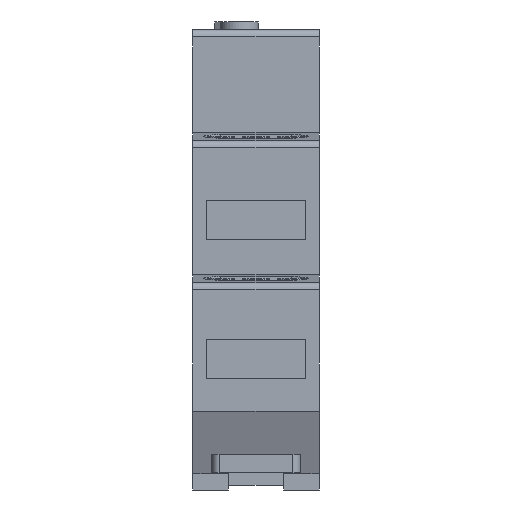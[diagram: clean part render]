
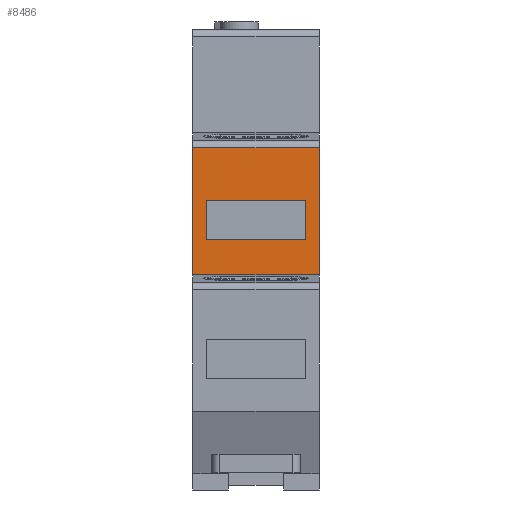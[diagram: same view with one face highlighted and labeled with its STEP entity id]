
A CAD part, front view. The second image highlights one B-rep face of the part: STEP entity #8486.
In plain terms, the highlighted planar face has unit normal (0, -1, 0).
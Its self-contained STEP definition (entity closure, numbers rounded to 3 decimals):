
#165 = EDGE_CURVE ( 'NONE', #230, #5652, #2591, .T. ) ;
#215 = CARTESIAN_POINT ( 'NONE',  ( 1.9, 7.775, 40.8 ) ) ;
#230 = VERTEX_POINT ( 'NONE', #12924 ) ;
#403 = LINE ( 'NONE', #11555, #2152 ) ;
#521 = CARTESIAN_POINT ( 'NONE',  ( 15.9, 7.775, 40.8 ) ) ;
#855 = EDGE_LOOP ( 'NONE', ( #4827, #4102, #1863, #11118 ) ) ;
#992 = PLANE ( 'NONE',  #13549 ) ;
#1863 = ORIENTED_EDGE ( 'NONE', *, *, #165, .F. ) ;
#2152 = VECTOR ( 'NONE', #3734, 1000. ) ;
#2428 = EDGE_CURVE ( 'NONE', #3555, #7900, #403, .T. ) ;
#2591 = LINE ( 'NONE', #7213, #13196 ) ;
#2997 = VECTOR ( 'NONE', #5334, 1000. ) ;
#3555 = VERTEX_POINT ( 'NONE', #521 ) ;
#3734 = DIRECTION ( 'NONE',  ( 0., 0., -1. ) ) ;
#3746 = ORIENTED_EDGE ( 'NONE', *, *, #10221, .T. ) ;
#4102 = ORIENTED_EDGE ( 'NONE', *, *, #9122, .F. ) ;
#4453 = EDGE_CURVE ( 'NONE', #9111, #12794, #12381, .T. ) ;
#4521 = CARTESIAN_POINT ( 'NONE',  ( 0., 7.775, 48.2 ) ) ;
#4605 = DIRECTION ( 'NONE',  ( 0., 0., 1. ) ) ;
#4827 = ORIENTED_EDGE ( 'NONE', *, *, #4453, .T. ) ;
#4887 = CARTESIAN_POINT ( 'NONE',  ( 0., 7.775, 30.3 ) ) ;
#5014 = EDGE_LOOP ( 'NONE', ( #12207, #7044, #8436, #3746 ) ) ;
#5334 = DIRECTION ( 'NONE',  ( -1., 0., 0. ) ) ;
#5652 = VERTEX_POINT ( 'NONE', #11840 ) ;
#5869 = DIRECTION ( 'NONE',  ( 0., 0., -1. ) ) ;
#5948 = FACE_OUTER_BOUND ( 'NONE', #855, .T. ) ;
#5985 = CARTESIAN_POINT ( 'NONE',  ( 17.8, 7.775, 30.3 ) ) ;
#6393 = CARTESIAN_POINT ( 'NONE',  ( 15.9, 7.775, 35.3 ) ) ;
#6534 = CARTESIAN_POINT ( 'NONE',  ( 1.9, 7.775, 40.8 ) ) ;
#6611 = DIRECTION ( 'NONE',  ( 0., 1., 0. ) ) ;
#6891 = EDGE_CURVE ( 'NONE', #230, #9111, #7961, .T. ) ;
#6995 = DIRECTION ( 'NONE',  ( -1., 0., 0. ) ) ;
#7044 = ORIENTED_EDGE ( 'NONE', *, *, #7983, .T. ) ;
#7213 = CARTESIAN_POINT ( 'NONE',  ( 17.8, 7.775, 30.3 ) ) ;
#7815 = CARTESIAN_POINT ( 'NONE',  ( 17.8, 7.775, 30.3 ) ) ;
#7900 = VERTEX_POINT ( 'NONE', #6393 ) ;
#7942 = LINE ( 'NONE', #6534, #13575 ) ;
#7961 = LINE ( 'NONE', #9844, #2997 ) ;
#7983 = EDGE_CURVE ( 'NONE', #8185, #3555, #7942, .T. ) ;
#8185 = VERTEX_POINT ( 'NONE', #215 ) ;
#8436 = ORIENTED_EDGE ( 'NONE', *, *, #2428, .T. ) ;
#8486 = ADVANCED_FACE ( 'NONE', ( #5948, #11258 ), #992, .F. ) ;
#8554 = VERTEX_POINT ( 'NONE', #10121 ) ;
#8677 = DIRECTION ( 'NONE',  ( 1., 0., 0. ) ) ;
#9111 = VERTEX_POINT ( 'NONE', #4521 ) ;
#9122 = EDGE_CURVE ( 'NONE', #5652, #12794, #11764, .T. ) ;
#9178 = DIRECTION ( 'NONE',  ( 0., 0., -1. ) ) ;
#9647 = VECTOR ( 'NONE', #12844, 1000. ) ;
#9815 = LINE ( 'NONE', #12608, #11742 ) ;
#9844 = CARTESIAN_POINT ( 'NONE',  ( 17.8, 7.775, 48.2 ) ) ;
#10121 = CARTESIAN_POINT ( 'NONE',  ( 1.9, 7.775, 35.3 ) ) ;
#10221 = EDGE_CURVE ( 'NONE', #7900, #8554, #9815, .T. ) ;
#11020 = DIRECTION ( 'NONE',  ( 0., 0., 1. ) ) ;
#11118 = ORIENTED_EDGE ( 'NONE', *, *, #6891, .T. ) ;
#11258 = FACE_BOUND ( 'NONE', #5014, .T. ) ;
#11361 = CARTESIAN_POINT ( 'NONE',  ( 1.9, 7.775, 35.3 ) ) ;
#11555 = CARTESIAN_POINT ( 'NONE',  ( 15.9, 7.775, 35.3 ) ) ;
#11742 = VECTOR ( 'NONE', #6995, 1000. ) ;
#11764 = LINE ( 'NONE', #5985, #9647 ) ;
#11840 = CARTESIAN_POINT ( 'NONE',  ( 17.8, 7.775, 30.3 ) ) ;
#12207 = ORIENTED_EDGE ( 'NONE', *, *, #14255, .T. ) ;
#12381 = LINE ( 'NONE', #4887, #14326 ) ;
#12608 = CARTESIAN_POINT ( 'NONE',  ( 1.9, 7.775, 35.3 ) ) ;
#12792 = VECTOR ( 'NONE', #4605, 1000. ) ;
#12794 = VERTEX_POINT ( 'NONE', #13745 ) ;
#12844 = DIRECTION ( 'NONE',  ( -1., 0., 0. ) ) ;
#12924 = CARTESIAN_POINT ( 'NONE',  ( 17.8, 7.775, 48.2 ) ) ;
#13196 = VECTOR ( 'NONE', #9178, 1000. ) ;
#13549 = AXIS2_PLACEMENT_3D ( 'NONE', #7815, #6611, #11020 ) ;
#13575 = VECTOR ( 'NONE', #8677, 1000. ) ;
#13745 = CARTESIAN_POINT ( 'NONE',  ( 0., 7.775, 30.3 ) ) ;
#14255 = EDGE_CURVE ( 'NONE', #8554, #8185, #14543, .T. ) ;
#14326 = VECTOR ( 'NONE', #5869, 1000. ) ;
#14543 = LINE ( 'NONE', #11361, #12792 ) ;
